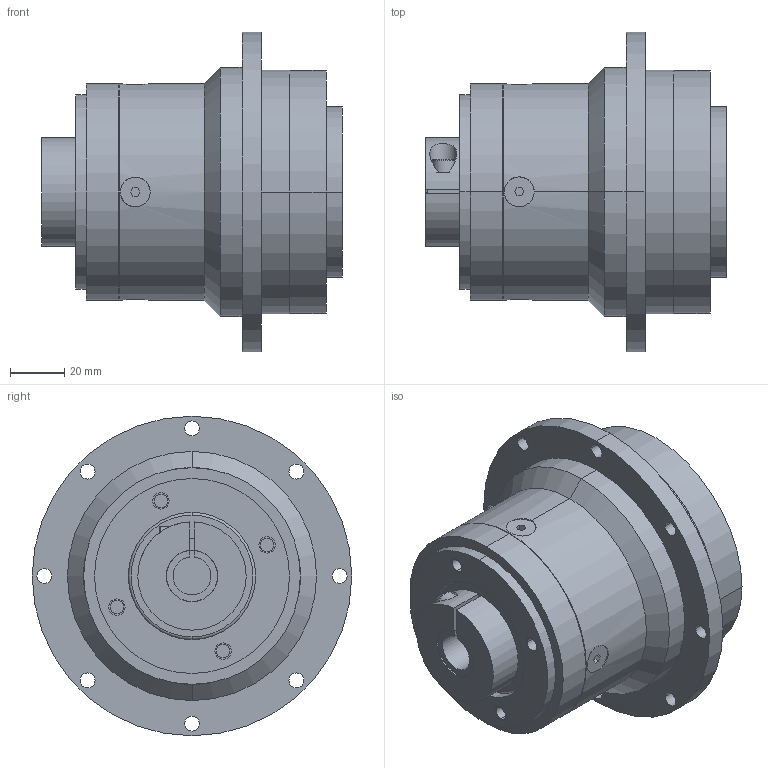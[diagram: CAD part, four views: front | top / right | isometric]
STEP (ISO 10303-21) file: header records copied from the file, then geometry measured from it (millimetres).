
FILE_DESCRIPTION((''),'2;1');
FILE_NAME('MB_PLFE_MASTER','2020-12-04T',('agw'),(''),'CREO PARAMETRIC BY PTC INC, 2018360','CREO PARAMETRIC BY PTC INC, 2018360','');
FILE_SCHEMA(('AUTOMOTIVE_DESIGN { 1 0 10303 214 1 1 1 1 }'));
Length unit declared in the file: millimetre
Products named in the file (1): MB_PLFE_MASTER
Bounding box: 111 x 118 x 118 mm (x, y, z)
Volume: 569798.7 mm3; surface area: 61335.1 mm2
Topology: 1 solids, 12 shells, 182 faces, 429 edges, 280 vertices
Faces by surface type: cylinder 102, plane 72, cone 4, torus 4
Entity records: 6557 total; most frequent: CARTESIAN_POINT 1055, DIRECTION 993, ORIENTED_EDGE 814, EDGE_CURVE 429, AXIS2_PLACEMENT_3D 390, VERTEX_POINT 280, EDGE_LOOP 229, VECTOR 213
